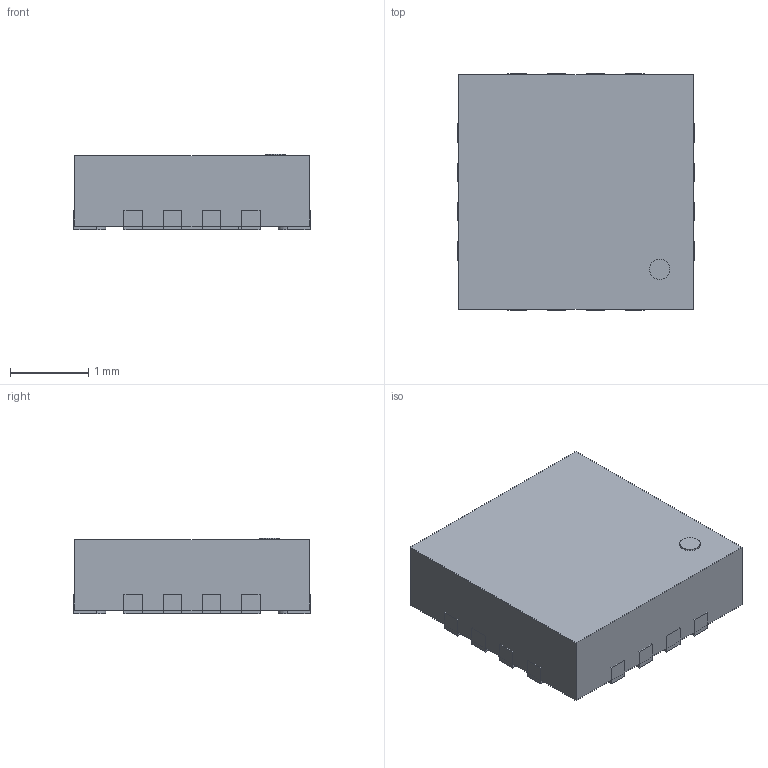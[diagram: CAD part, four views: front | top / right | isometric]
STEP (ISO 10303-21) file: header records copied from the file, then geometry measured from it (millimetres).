
FILE_DESCRIPTION (( 'STEP AP214' ), '1' );
FILE_NAME ('User Library-16VQFN3x3.STEP', '2020-12-17T13:23:39', ( '' ), ( '' ), 'SwSTEP 2.0', 'SolidWorks 2020', '' );
FILE_SCHEMA (( 'AUTOMOTIVE_DESIGN' ));
Length unit declared in the file: millimetre
Products named in the file (2): User Library-16VQFN3x3; 16VQFN3x3
Assembly tree (1 placements, depth 2):
  User Library-16VQFN3x3
    16VQFN3x3
Bounding box: 3.02 x 3.02 x 0.97 mm (x, y, z)
Surface area: 43.9 mm2
Topology: 19 solids, 19 shells, 117 faces, 237 edges, 158 vertices
Faces by surface type: plane 95, cylinder 22
Entity records: 4550 total; most frequent: DIRECTION 523, CARTESIAN_POINT 516, ORIENTED_EDGE 474, EDGE_CURVE 237, LINE 193, VECTOR 193, AXIS2_PLACEMENT_3D 165, VERTEX_POINT 158
